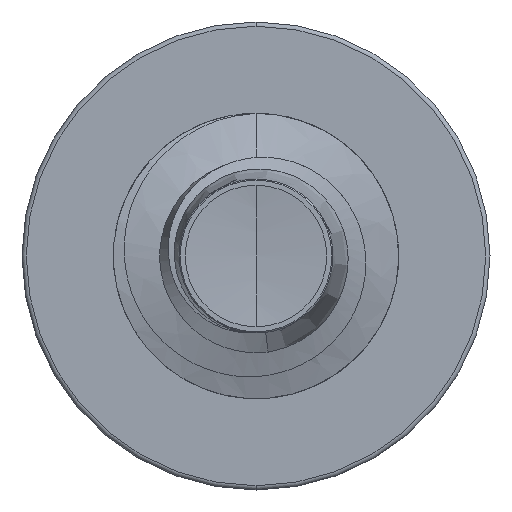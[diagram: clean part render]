
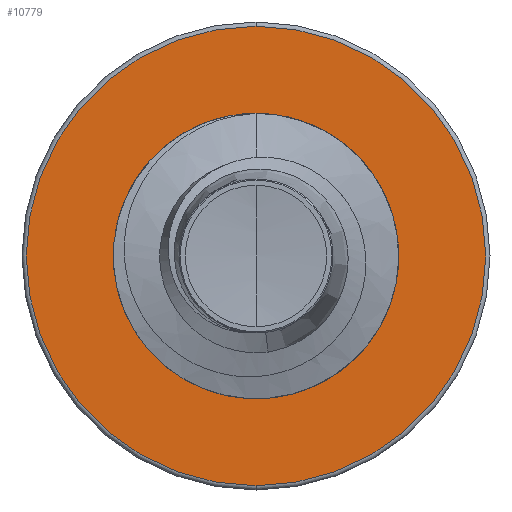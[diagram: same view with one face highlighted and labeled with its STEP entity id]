
A CAD part, front view. The second image highlights one B-rep face of the part: STEP entity #10779.
In plain terms, the highlighted planar face has unit normal (0, -1, 0).
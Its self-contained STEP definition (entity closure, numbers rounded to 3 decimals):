
#332 = ORIENTED_EDGE ( 'NONE', *, *, #6026, .T. ) ;
#582 = FACE_BOUND ( 'NONE', #3862, .T. ) ;
#781 = DIRECTION ( 'NONE',  ( 0., 0., 1. ) ) ;
#828 = AXIS2_PLACEMENT_3D ( 'NONE', #7905, #1243, #8707 ) ;
#1243 = DIRECTION ( 'NONE',  ( 0., 1., 0. ) ) ;
#1668 = AXIS2_PLACEMENT_3D ( 'NONE', #8391, #7526, #781 ) ;
#1689 = ORIENTED_EDGE ( 'NONE', *, *, #3318, .T. ) ;
#2057 = DIRECTION ( 'NONE',  ( 0., 0., 1. ) ) ;
#2074 = DIRECTION ( 'NONE',  ( 0., 1., 0. ) ) ;
#2077 = CARTESIAN_POINT ( 'NONE',  ( 0., 8., 0. ) ) ;
#2089 = ORIENTED_EDGE ( 'NONE', *, *, #6540, .F. ) ;
#2365 = CARTESIAN_POINT ( 'NONE',  ( 0., 8., -2.415 ) ) ;
#2921 = CIRCLE ( 'NONE', #8002, 2.415 ) ;
#3318 = EDGE_CURVE ( 'NONE', #6445, #10340, #2921, .T. ) ;
#3399 = DIRECTION ( 'NONE',  ( 0., 0., 1. ) ) ;
#3401 = DIRECTION ( 'NONE',  ( 0., 1., 0. ) ) ;
#3419 = CARTESIAN_POINT ( 'NONE',  ( 0., 8., 0. ) ) ;
#3436 = FACE_OUTER_BOUND ( 'NONE', #7011, .T. ) ;
#3862 = EDGE_LOOP ( 'NONE', ( #332, #1689 ) ) ;
#4676 = CIRCLE ( 'NONE', #6136, 2.415 ) ;
#4977 = DIRECTION ( 'NONE',  ( 0., 0., 1. ) ) ;
#4987 = DIRECTION ( 'NONE',  ( 0., 1., 0. ) ) ;
#4999 = CARTESIAN_POINT ( 'NONE',  ( 0., 8., 0. ) ) ;
#6011 = CIRCLE ( 'NONE', #828, 4.025 ) ;
#6026 = EDGE_CURVE ( 'NONE', #10340, #6445, #4676, .T. ) ;
#6136 = AXIS2_PLACEMENT_3D ( 'NONE', #3419, #3401, #3399 ) ;
#6445 = VERTEX_POINT ( 'NONE', #2365 ) ;
#6540 = EDGE_CURVE ( 'NONE', #11050, #11236, #6830, .T. ) ;
#6830 = CIRCLE ( 'NONE', #11692, 4.025 ) ;
#7011 = EDGE_LOOP ( 'NONE', ( #2089, #8172 ) ) ;
#7526 = DIRECTION ( 'NONE',  ( 0., 1., 0. ) ) ;
#7905 = CARTESIAN_POINT ( 'NONE',  ( 0., 8., 0. ) ) ;
#8002 = AXIS2_PLACEMENT_3D ( 'NONE', #4999, #4987, #4977 ) ;
#8134 = CARTESIAN_POINT ( 'NONE',  ( 0., 8., -4.025 ) ) ;
#8172 = ORIENTED_EDGE ( 'NONE', *, *, #10884, .F. ) ;
#8391 = CARTESIAN_POINT ( 'NONE',  ( 0., 8., -2.415 ) ) ;
#8707 = DIRECTION ( 'NONE',  ( 0., 0., 1. ) ) ;
#9685 = CARTESIAN_POINT ( 'NONE',  ( 0., 8., 2.415 ) ) ;
#10340 = VERTEX_POINT ( 'NONE', #9685 ) ;
#10779 = ADVANCED_FACE ( 'NONE', ( #3436, #582 ), #11673, .F. ) ;
#10884 = EDGE_CURVE ( 'NONE', #11236, #11050, #6011, .T. ) ;
#11050 = VERTEX_POINT ( 'NONE', #11423 ) ;
#11236 = VERTEX_POINT ( 'NONE', #8134 ) ;
#11423 = CARTESIAN_POINT ( 'NONE',  ( 0., 8., 4.025 ) ) ;
#11673 = PLANE ( 'NONE',  #1668 ) ;
#11692 = AXIS2_PLACEMENT_3D ( 'NONE', #2077, #2074, #2057 ) ;
